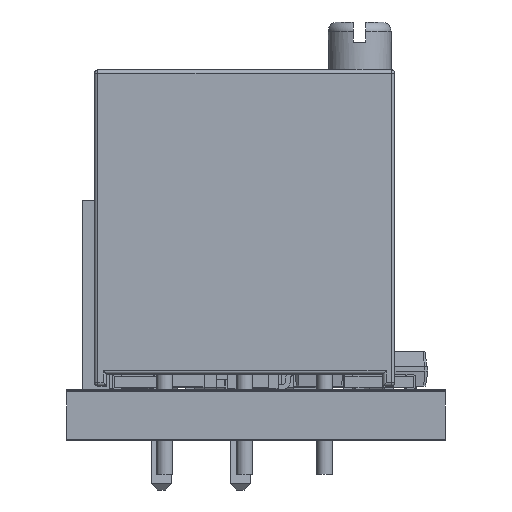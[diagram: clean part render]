
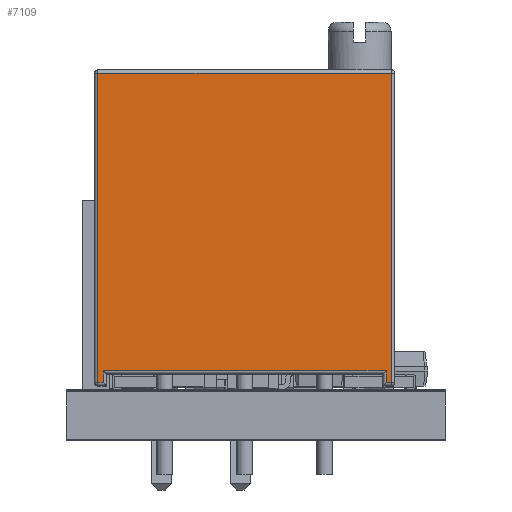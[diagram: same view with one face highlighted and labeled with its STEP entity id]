
A CAD part, left-side view. The second image highlights one B-rep face of the part: STEP entity #7109.
In plain terms, the highlighted face is planar.
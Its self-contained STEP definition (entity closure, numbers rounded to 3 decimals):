
#7109 = ADVANCED_FACE('',(#7110),#7176,.T.);
#7110 = FACE_BOUND('',#7111,.T.);
#7111 = EDGE_LOOP('',(#7112,#7122,#7130,#7138,#7146,#7154,#7162,#7170));
#7112 = ORIENTED_EDGE('',*,*,#7113,.F.);
#7113 = EDGE_CURVE('',#7114,#7116,#7118,.T.);
#7114 = VERTEX_POINT('',#7115);
#7115 = CARTESIAN_POINT('',(1.947,-4.19,0.582));
#7116 = VERTEX_POINT('',#7117);
#7117 = CARTESIAN_POINT('',(-7.027,-4.19,0.582));
#7118 = LINE('',#7119,#7120);
#7119 = CARTESIAN_POINT('',(1.845,-4.19,0.582));
#7120 = VECTOR('',#7121,1.);
#7121 = DIRECTION('',(-1.,0.,0.));
#7122 = ORIENTED_EDGE('',*,*,#7123,.F.);
#7123 = EDGE_CURVE('',#7124,#7114,#7126,.T.);
#7124 = VERTEX_POINT('',#7125);
#7125 = CARTESIAN_POINT('',(1.947,-4.19,0.202));
#7126 = LINE('',#7127,#7128);
#7127 = CARTESIAN_POINT('',(1.947,-4.19,0.1));
#7128 = VECTOR('',#7129,1.);
#7129 = DIRECTION('',(0.,0.,1.));
#7130 = ORIENTED_EDGE('',*,*,#7131,.T.);
#7131 = EDGE_CURVE('',#7124,#7132,#7134,.T.);
#7132 = VERTEX_POINT('',#7133);
#7133 = CARTESIAN_POINT('',(2.123,-4.19,0.202));
#7134 = LINE('',#7135,#7136);
#7135 = CARTESIAN_POINT('',(1.845,-4.19,0.202));
#7136 = VECTOR('',#7137,1.);
#7137 = DIRECTION('',(1.,0.,0.));
#7138 = ORIENTED_EDGE('',*,*,#7139,.T.);
#7139 = EDGE_CURVE('',#7132,#7140,#7142,.T.);
#7140 = VERTEX_POINT('',#7141);
#7141 = CARTESIAN_POINT('',(2.123,-4.19,10.028));
#7142 = LINE('',#7143,#7144);
#7143 = CARTESIAN_POINT('',(2.123,-4.19,0.202));
#7144 = VECTOR('',#7145,1.);
#7145 = DIRECTION('',(0.,0.,1.));
#7146 = ORIENTED_EDGE('',*,*,#7147,.T.);
#7147 = EDGE_CURVE('',#7140,#7148,#7150,.T.);
#7148 = VERTEX_POINT('',#7149);
#7149 = CARTESIAN_POINT('',(-7.203,-4.19,10.028));
#7150 = LINE('',#7151,#7152);
#7151 = CARTESIAN_POINT('',(2.123,-4.19,10.028));
#7152 = VECTOR('',#7153,1.);
#7153 = DIRECTION('',(-1.,0.,0.));
#7154 = ORIENTED_EDGE('',*,*,#7155,.T.);
#7155 = EDGE_CURVE('',#7148,#7156,#7158,.T.);
#7156 = VERTEX_POINT('',#7157);
#7157 = CARTESIAN_POINT('',(-7.203,-4.19,0.202));
#7158 = LINE('',#7159,#7160);
#7159 = CARTESIAN_POINT('',(-7.203,-4.19,10.028));
#7160 = VECTOR('',#7161,1.);
#7161 = DIRECTION('',(0.,0.,-1.));
#7162 = ORIENTED_EDGE('',*,*,#7163,.T.);
#7163 = EDGE_CURVE('',#7156,#7164,#7166,.T.);
#7164 = VERTEX_POINT('',#7165);
#7165 = CARTESIAN_POINT('',(-7.027,-4.19,0.202));
#7166 = LINE('',#7167,#7168);
#7167 = CARTESIAN_POINT('',(-7.203,-4.19,0.202));
#7168 = VECTOR('',#7169,1.);
#7169 = DIRECTION('',(1.,0.,0.));
#7170 = ORIENTED_EDGE('',*,*,#7171,.F.);
#7171 = EDGE_CURVE('',#7116,#7164,#7172,.T.);
#7172 = LINE('',#7173,#7174);
#7173 = CARTESIAN_POINT('',(-7.027,-4.19,0.48));
#7174 = VECTOR('',#7175,1.);
#7175 = DIRECTION('',(0.,0.,-1.));
#7176 = PLANE('',#7177);
#7177 = AXIS2_PLACEMENT_3D('',#7178,#7179,#7180);
#7178 = CARTESIAN_POINT('',(-2.54,-4.19,5.115));
#7179 = DIRECTION('',(0.,-1.,0.));
#7180 = DIRECTION('',(0.,0.,-1.));
